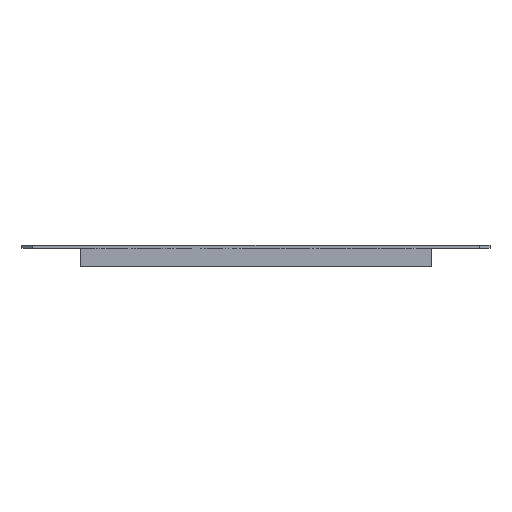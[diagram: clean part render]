
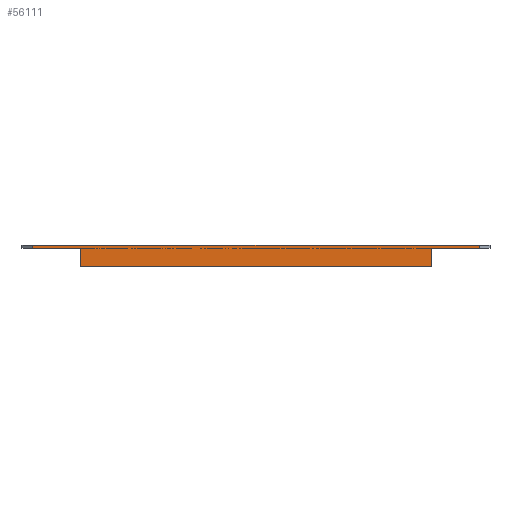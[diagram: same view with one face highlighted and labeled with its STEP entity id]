
A CAD part, front view. The second image highlights one B-rep face of the part: STEP entity #56111.
In plain terms, the highlighted planar face has unit normal (0, -1, 0).
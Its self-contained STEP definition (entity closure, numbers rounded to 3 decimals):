
#38=DIRECTION('',(0.,0.,-1.));
#39=VECTOR('',#38,1.5);
#40=CARTESIAN_POINT('',(6402.282,1869.19,1.5));
#41=LINE('',#40,#39);
#388=DIRECTION('',(1.,0.,0.));
#389=VECTOR('',#388,206.);
#390=CARTESIAN_POINT('',(6196.282,1869.19,1.5));
#391=LINE('',#390,#389);
#23532=DIRECTION('',(1.,0.,0.));
#23533=VECTOR('',#23532,162.);
#23534=CARTESIAN_POINT('',(6218.282,1869.19,-8.5));
#23535=LINE('',#23534,#23533);
#23560=DIRECTION('',(1.,0.,0.));
#23561=VECTOR('',#23560,22.);
#23562=CARTESIAN_POINT('',(6380.282,1869.19,0.));
#23563=LINE('',#23562,#23561);
#23567=DIRECTION('',(0.,0.,-1.));
#23568=VECTOR('',#23567,8.5);
#23569=CARTESIAN_POINT('',(6218.282,1869.19,0.));
#23570=LINE('',#23569,#23568);
#23574=DIRECTION('',(1.,0.,0.));
#23575=VECTOR('',#23574,22.);
#23576=CARTESIAN_POINT('',(6196.282,1869.19,0.));
#23577=LINE('',#23576,#23575);
#23581=DIRECTION('',(0.,0.,-1.));
#23582=VECTOR('',#23581,1.5);
#23583=CARTESIAN_POINT('',(6196.282,1869.19,1.5));
#23584=LINE('',#23583,#23582);
#23588=DIRECTION('',(0.,0.,-1.));
#23589=VECTOR('',#23588,8.5);
#23590=CARTESIAN_POINT('',(6380.282,1869.19,0.));
#23591=LINE('',#23590,#23589);
#23658=CARTESIAN_POINT('',(6402.282,1869.19,1.5));
#23660=VERTEX_POINT('',#23658);
#23662=CARTESIAN_POINT('',(6402.282,1869.19,0.));
#23663=VERTEX_POINT('',#23662);
#23666=CARTESIAN_POINT('',(6196.282,1869.19,1.5));
#23667=VERTEX_POINT('',#23666);
#23668=CARTESIAN_POINT('',(6196.282,1869.19,0.));
#23669=VERTEX_POINT('',#23668);
#28130=CARTESIAN_POINT('',(6218.282,1869.19,-8.5));
#28131=CARTESIAN_POINT('',(6380.282,1869.19,-8.5));
#28132=VERTEX_POINT('',#28130);
#28133=VERTEX_POINT('',#28131);
#28146=CARTESIAN_POINT('',(6380.282,1869.19,0.));
#28148=VERTEX_POINT('',#28146);
#28152=CARTESIAN_POINT('',(6218.282,1869.19,0.));
#28153=VERTEX_POINT('',#28152);
#56093=CARTESIAN_POINT('',(6299.282,1869.19,0.));
#56094=DIRECTION('',(0.,-1.,0.));
#56095=DIRECTION('',(1.,0.,0.));
#56096=AXIS2_PLACEMENT_3D('',#56093,#56094,#56095);
#56097=PLANE('',#56096);
#56098=ORIENTED_EDGE('',*,*,#31088,.F.);
#56100=ORIENTED_EDGE('',*,*,#56099,.T.);
#56101=ORIENTED_EDGE('',*,*,#56075,.F.);
#56103=ORIENTED_EDGE('',*,*,#56102,.F.);
#56104=ORIENTED_EDGE('',*,*,#31080,.F.);
#56106=ORIENTED_EDGE('',*,*,#56105,.F.);
#56107=ORIENTED_EDGE('',*,*,#28183,.T.);
#56108=ORIENTED_EDGE('',*,*,#28165,.T.);
#56109=EDGE_LOOP('',(#56098,#56100,#56101,#56103,#56104,#56106,#56107,#56108));
#56110=FACE_OUTER_BOUND('',#56109,.F.);
#28165=EDGE_CURVE('',#23660,#23663,#41,.T.);
#28183=EDGE_CURVE('',#23667,#23660,#391,.T.);
#31080=EDGE_CURVE('',#23669,#28153,#23577,.T.);
#31088=EDGE_CURVE('',#28148,#23663,#23563,.T.);
#56075=EDGE_CURVE('',#28132,#28133,#23535,.T.);
#56099=EDGE_CURVE('',#28148,#28133,#23591,.T.);
#56102=EDGE_CURVE('',#28153,#28132,#23570,.T.);
#56105=EDGE_CURVE('',#23667,#23669,#23584,.T.);
#56111=ADVANCED_FACE('',(#56110),#56097,.T.);
